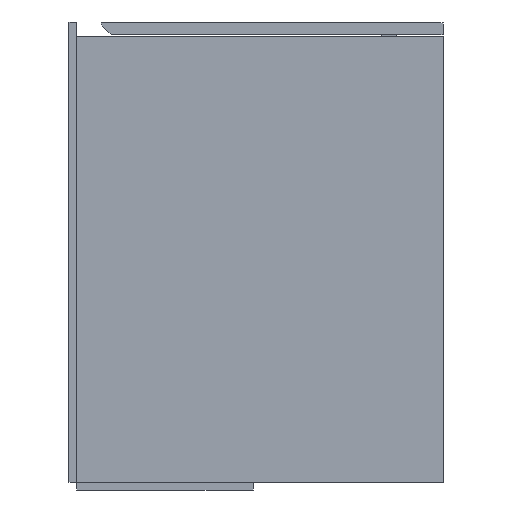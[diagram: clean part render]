
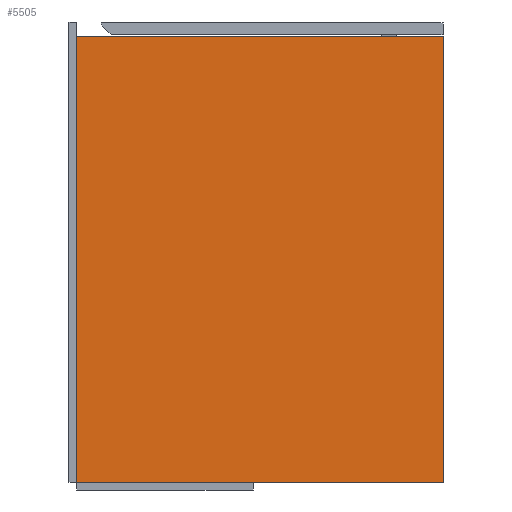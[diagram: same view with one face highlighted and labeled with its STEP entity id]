
A CAD part, left-side view. The second image highlights one B-rep face of the part: STEP entity #5505.
In plain terms, the highlighted planar face has unit normal (-1, 0, 0).
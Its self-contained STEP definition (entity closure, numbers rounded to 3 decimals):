
#109 = ORIENTED_EDGE ( 'NONE', *, *, #9513, .F. ) ;
#198 = EDGE_CURVE ( 'NONE', #2954, #8276, #9394, .T. ) ;
#711 = VECTOR ( 'NONE', #9479, 1000. ) ;
#1637 = VECTOR ( 'NONE', #3556, 1000. ) ;
#1833 = ORIENTED_EDGE ( 'NONE', *, *, #11151, .T. ) ;
#2158 = CARTESIAN_POINT ( 'NONE',  ( 2., 0., -470. ) ) ;
#2257 = EDGE_CURVE ( 'NONE', #4618, #8920, #8839, .T. ) ;
#2348 = DIRECTION ( 'NONE',  ( 1., 0., 0. ) ) ;
#2838 = VECTOR ( 'NONE', #9331, 1000. ) ;
#2954 = VERTEX_POINT ( 'NONE', #10237 ) ;
#3556 = DIRECTION ( 'NONE',  ( 0., 0., 1. ) ) ;
#3680 = CARTESIAN_POINT ( 'NONE',  ( 2., 374., -470. ) ) ;
#4618 = VERTEX_POINT ( 'NONE', #6326 ) ;
#4691 = LINE ( 'NONE', #6774, #711 ) ;
#4807 = PLANE ( 'NONE',  #9585 ) ;
#4991 = DIRECTION ( 'NONE',  ( 0., 0., -1. ) ) ;
#5505 = ADVANCED_FACE ( 'NONE', ( #6494 ), #4807, .F. ) ;
#5771 = ORIENTED_EDGE ( 'NONE', *, *, #198, .T. ) ;
#6071 = CARTESIAN_POINT ( 'NONE',  ( 2., 829.397, -15. ) ) ;
#6326 = CARTESIAN_POINT ( 'NONE',  ( 2., 374., -15. ) ) ;
#6494 = FACE_OUTER_BOUND ( 'NONE', #9250, .T. ) ;
#6774 = CARTESIAN_POINT ( 'NONE',  ( 2., 0., -470. ) ) ;
#8056 = ORIENTED_EDGE ( 'NONE', *, *, #2257, .F. ) ;
#8242 = LINE ( 'NONE', #3680, #1637 ) ;
#8276 = VERTEX_POINT ( 'NONE', #2158 ) ;
#8404 = VECTOR ( 'NONE', #11545, 1000. ) ;
#8683 = CARTESIAN_POINT ( 'NONE',  ( 2., 829.397, -470. ) ) ;
#8839 = LINE ( 'NONE', #6071, #8404 ) ;
#8920 = VERTEX_POINT ( 'NONE', #11477 ) ;
#9250 = EDGE_LOOP ( 'NONE', ( #109, #5771, #1833, #8056 ) ) ;
#9331 = DIRECTION ( 'NONE',  ( 0., -1., 0. ) ) ;
#9394 = LINE ( 'NONE', #8683, #2838 ) ;
#9479 = DIRECTION ( 'NONE',  ( 0., 0., 1. ) ) ;
#9513 = EDGE_CURVE ( 'NONE', #2954, #4618, #8242, .T. ) ;
#9585 = AXIS2_PLACEMENT_3D ( 'NONE', #10154, #2348, #4991 ) ;
#10154 = CARTESIAN_POINT ( 'NONE',  ( 2., 829.397, -470. ) ) ;
#10237 = CARTESIAN_POINT ( 'NONE',  ( 2., 374., -470. ) ) ;
#11151 = EDGE_CURVE ( 'NONE', #8276, #8920, #4691, .T. ) ;
#11477 = CARTESIAN_POINT ( 'NONE',  ( 2., 0., -15. ) ) ;
#11545 = DIRECTION ( 'NONE',  ( 0., -1., 0. ) ) ;
